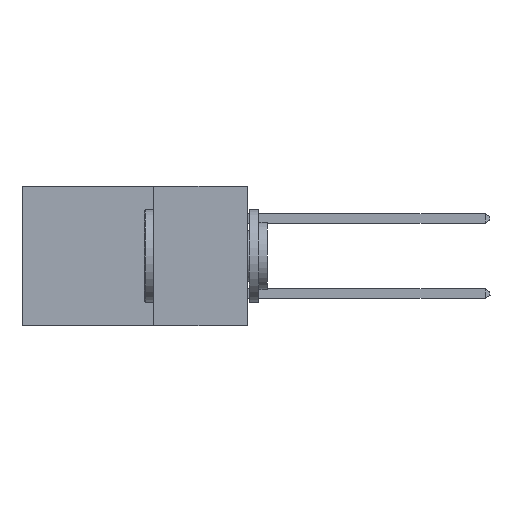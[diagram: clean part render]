
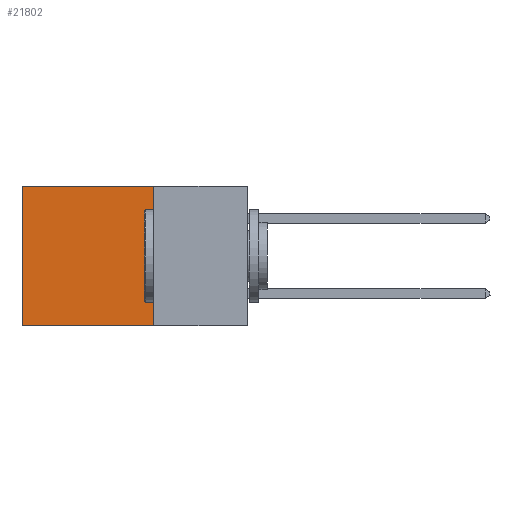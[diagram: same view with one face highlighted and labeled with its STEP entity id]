
A CAD part, left-side view. The second image highlights one B-rep face of the part: STEP entity #21802.
In plain terms, the highlighted planar face has unit normal (-1, 0, 0).
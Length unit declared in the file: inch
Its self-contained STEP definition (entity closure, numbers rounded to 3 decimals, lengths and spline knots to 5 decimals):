
#272 = ORIENTED_EDGE ( 'NONE', *, *, #2114, .F. ) ;
#1592 = EDGE_CURVE ( 'NONE', #25550, #20473, #15016, .T. ) ;
#2114 = EDGE_CURVE ( 'NONE', #11297, #25550, #12901, .T. ) ;
#2778 = DIRECTION ( 'NONE',  ( 1., 0., 0. ) ) ;
#5556 = AXIS2_PLACEMENT_3D ( 'NONE', #16074, #2778, #18379 ) ;
#7282 = VECTOR ( 'NONE', #16709, 39.37008 ) ;
#7856 = CARTESIAN_POINT ( 'NONE',  ( 0.298, 0.25, 0. ) ) ;
#11297 = VERTEX_POINT ( 'NONE', #21723 ) ;
#11416 = ORIENTED_EDGE ( 'NONE', *, *, #13938, .T. ) ;
#11783 = CARTESIAN_POINT ( 'NONE',  ( 0.298, 0.25, -0.37 ) ) ;
#12496 = CARTESIAN_POINT ( 'NONE',  ( 0.298, 0.25, 0. ) ) ;
#12901 = LINE ( 'NONE', #12496, #18202 ) ;
#13668 = CARTESIAN_POINT ( 'NONE',  ( 0.298, 0.6, 0. ) ) ;
#13938 = EDGE_CURVE ( 'NONE', #23312, #20473, #20873, .T. ) ;
#14355 = ORIENTED_EDGE ( 'NONE', *, *, #18052, .T. ) ;
#15016 = LINE ( 'NONE', #20891, #23096 ) ;
#15593 = DIRECTION ( 'NONE',  ( 0., 0., -1. ) ) ;
#16074 = CARTESIAN_POINT ( 'NONE',  ( 0.298, 0.25, 0. ) ) ;
#16709 = DIRECTION ( 'NONE',  ( 0., 1., 0. ) ) ;
#17057 = ORIENTED_EDGE ( 'NONE', *, *, #1592, .F. ) ;
#17956 = CARTESIAN_POINT ( 'NONE',  ( 0.298, 0.6, -0.37 ) ) ;
#18052 = EDGE_CURVE ( 'NONE', #11297, #23312, #24367, .T. ) ;
#18202 = VECTOR ( 'NONE', #15593, 39.37008 ) ;
#18379 = DIRECTION ( 'NONE',  ( 0., 0., -1. ) ) ;
#19639 = FACE_OUTER_BOUND ( 'NONE', #20043, .T. ) ;
#20043 = EDGE_LOOP ( 'NONE', ( #11416, #17057, #272, #14355 ) ) ;
#20473 = VERTEX_POINT ( 'NONE', #17956 ) ;
#20873 = LINE ( 'NONE', #13668, #26064 ) ;
#20891 = CARTESIAN_POINT ( 'NONE',  ( 0.298, 0.25, -0.37 ) ) ;
#21723 = CARTESIAN_POINT ( 'NONE',  ( 0.298, 0.25, 0. ) ) ;
#21802 = ADVANCED_FACE ( 'NONE', ( #19639 ), #27145, .F. ) ;
#23096 = VECTOR ( 'NONE', #23731, 39.37008 ) ;
#23312 = VERTEX_POINT ( 'NONE', #28004 ) ;
#23731 = DIRECTION ( 'NONE',  ( 0., 1., 0. ) ) ;
#24367 = LINE ( 'NONE', #7856, #7282 ) ;
#25550 = VERTEX_POINT ( 'NONE', #11783 ) ;
#26064 = VECTOR ( 'NONE', #26997, 39.37008 ) ;
#26997 = DIRECTION ( 'NONE',  ( 0., 0., -1. ) ) ;
#27145 = PLANE ( 'NONE',  #5556 ) ;
#28004 = CARTESIAN_POINT ( 'NONE',  ( 0.298, 0.6, 0. ) ) ;
